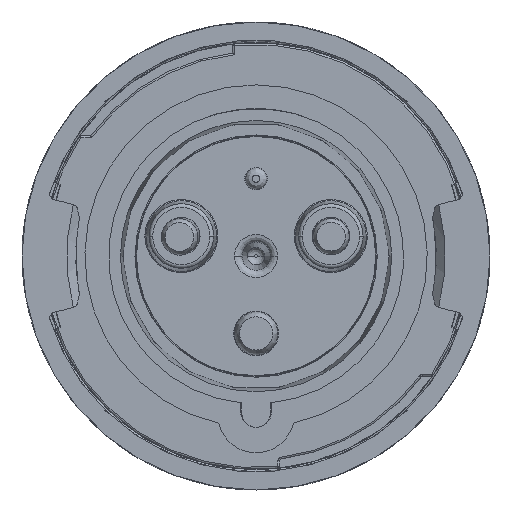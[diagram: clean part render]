
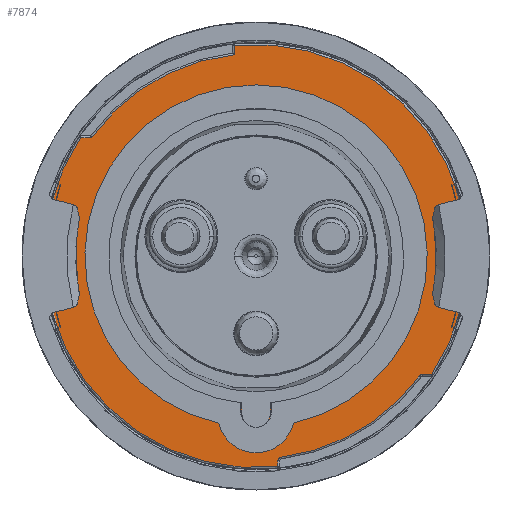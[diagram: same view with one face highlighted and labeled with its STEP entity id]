
A CAD part, front view. The second image highlights one B-rep face of the part: STEP entity #7874.
In plain terms, the highlighted planar face has unit normal (0, -1, 0).
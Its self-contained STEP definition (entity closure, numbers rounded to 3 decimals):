
#1530=FACE_BOUND('',#11988,.T.);
#1531=FACE_BOUND('',#11989,.T.);
#2506=PLANE('',#37475);
#3828=LINE('',#63846,#5692);
#3831=LINE('',#63901,#5695);
#3833=LINE('',#63919,#5697);
#3836=LINE('',#63928,#5700);
#5692=VECTOR('',#43367,1.);
#5695=VECTOR('',#43382,1.);
#5697=VECTOR('',#43400,1.);
#5700=VECTOR('',#43411,1.);
#7874=ADVANCED_FACE('',(#1530,#1531),#2506,.T.);
#11988=EDGE_LOOP('',(#19521,#19522,#19523,#19524,#19525,#19526,#19527,#19528,
#19529,#19530));
#11989=EDGE_LOOP('',(#19531));
#19521=ORIENTED_EDGE('',*,*,#31345,.F.);
#19522=ORIENTED_EDGE('',*,*,#31296,.T.);
#19523=ORIENTED_EDGE('',*,*,#31342,.T.);
#19524=ORIENTED_EDGE('',*,*,#31289,.T.);
#19525=ORIENTED_EDGE('',*,*,#31341,.T.);
#19526=ORIENTED_EDGE('',*,*,#31301,.T.);
#19527=ORIENTED_EDGE('',*,*,#31321,.F.);
#19528=ORIENTED_EDGE('',*,*,#31288,.T.);
#19529=ORIENTED_EDGE('',*,*,#31284,.T.);
#19530=ORIENTED_EDGE('',*,*,#31279,.T.);
#19531=ORIENTED_EDGE('',*,*,#31343,.T.);
#27031=VERTEX_POINT('',#63847);
#27032=VERTEX_POINT('',#63848);
#27036=VERTEX_POINT('',#63876);
#27037=VERTEX_POINT('',#63898);
#27039=VERTEX_POINT('',#63904);
#27040=VERTEX_POINT('',#63905);
#27043=VERTEX_POINT('',#63913);
#27046=VERTEX_POINT('',#63918);
#27049=VERTEX_POINT('',#63929);
#27050=VERTEX_POINT('',#63930);
#27069=VERTEX_POINT('',#64012);
#31279=EDGE_CURVE('',#27031,#27032,#3828,.T.);
#31284=EDGE_CURVE('',#27036,#27031,#34968,.T.);
#31288=EDGE_CURVE('',#27037,#27036,#3831,.T.);
#31289=EDGE_CURVE('',#27039,#27040,#34970,.T.);
#31296=EDGE_CURVE('',#27043,#27046,#3833,.T.);
#31301=EDGE_CURVE('',#27049,#27050,#3836,.T.);
#31321=EDGE_CURVE('',#27037,#27050,#34988,.T.);
#31341=EDGE_CURVE('',#27040,#27049,#35000,.T.);
#31342=EDGE_CURVE('',#27046,#27039,#35001,.T.);
#31343=EDGE_CURVE('',#27069,#27069,#35002,.T.);
#31345=EDGE_CURVE('',#27043,#27032,#35004,.T.);
#34968=CIRCLE('',#37411,55.625);
#34970=CIRCLE('',#37415,55.625);
#34988=CIRCLE('',#37441,58.1);
#35000=CIRCLE('',#37467,1.);
#35001=CIRCLE('',#37469,1.);
#35002=CIRCLE('',#37471,39.5);
#35004=CIRCLE('',#37474,58.1);
#37411=AXIS2_PLACEMENT_3D('',#63875,#43375,#43376);
#37415=AXIS2_PLACEMENT_3D('',#63903,#43385,#43386);
#37441=AXIS2_PLACEMENT_3D('',#63968,#43451,#43452);
#37467=AXIS2_PLACEMENT_3D('',#64007,#43511,#43512);
#37469=AXIS2_PLACEMENT_3D('',#64009,#43515,#43516);
#37471=AXIS2_PLACEMENT_3D('',#64011,#43519,#43520);
#37474=AXIS2_PLACEMENT_3D('',#64015,#43525,#43526);
#37475=AXIS2_PLACEMENT_3D('',#64016,#43527,#43528);
#43367=DIRECTION('',(-1.,0.,0.));
#43375=DIRECTION('',(0.,-1.,0.));
#43376=DIRECTION('',(0.,0.,1.));
#43382=DIRECTION('',(0.,0.,-1.));
#43385=DIRECTION('',(0.,-1.,0.));
#43386=DIRECTION('',(0.,0.,1.));
#43400=DIRECTION('',(0.,0.,1.));
#43411=DIRECTION('',(1.,0.,0.));
#43451=DIRECTION('',(0.,1.,0.));
#43452=DIRECTION('',(0.,0.,1.));
#43511=DIRECTION('',(0.,1.,0.));
#43512=DIRECTION('',(0.,0.,1.));
#43515=DIRECTION('',(0.,1.,0.));
#43516=DIRECTION('',(0.,0.,1.));
#43519=DIRECTION('',(0.,1.,0.));
#43520=DIRECTION('',(1.,0.,0.));
#43525=DIRECTION('',(0.,1.,0.));
#43526=DIRECTION('',(0.,0.,1.));
#43527=DIRECTION('',(0.,-1.,0.));
#43528=DIRECTION('',(0.,0.,1.));
#63846=CARTESIAN_POINT('',(-45.143,-146.765,32.5));
#63847=CARTESIAN_POINT('',(-45.143,-146.765,32.5));
#63848=CARTESIAN_POINT('',(-48.16,-146.765,32.5));
#63875=CARTESIAN_POINT('',(0.,-146.765,0.));
#63876=CARTESIAN_POINT('',(-6.,-146.765,55.3));
#63898=CARTESIAN_POINT('',(-6.,-146.765,57.789));
#63901=CARTESIAN_POINT('',(-6.,-146.765,57.789));
#63903=CARTESIAN_POINT('',(0.,-146.765,0.));
#63904=CARTESIAN_POINT('',(6.876,-146.765,-55.198));
#63905=CARTESIAN_POINT('',(44.846,-146.765,-32.908));
#63913=CARTESIAN_POINT('',(6.,-146.765,-57.789));
#63918=CARTESIAN_POINT('',(6.,-146.765,-56.191));
#63919=CARTESIAN_POINT('',(6.,-146.765,-57.789));
#63928=CARTESIAN_POINT('',(-117.2,-146.765,-32.5));
#63929=CARTESIAN_POINT('',(45.652,-146.765,-32.5));
#63930=CARTESIAN_POINT('',(48.16,-146.765,-32.5));
#63968=CARTESIAN_POINT('',(0.,-146.765,0.));
#64007=CARTESIAN_POINT('',(45.652,-146.765,-33.5));
#64009=CARTESIAN_POINT('',(7.,-146.765,-56.191));
#64011=CARTESIAN_POINT('',(0.,-146.765,0.));
#64012=CARTESIAN_POINT('',(39.5,-146.765,0.));
#64015=CARTESIAN_POINT('',(0.,-146.765,0.));
#64016=CARTESIAN_POINT('',(-117.2,-146.765,117.2));
